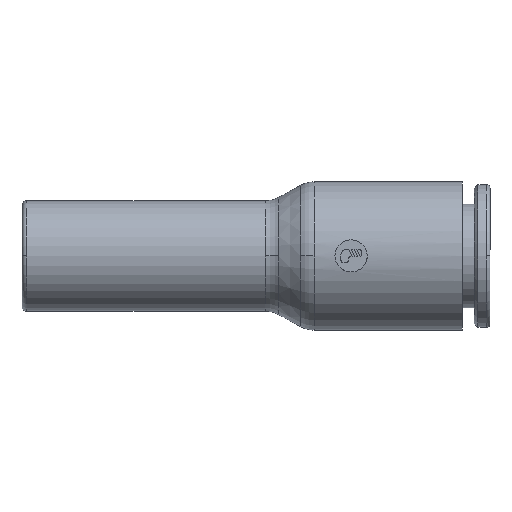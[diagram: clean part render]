
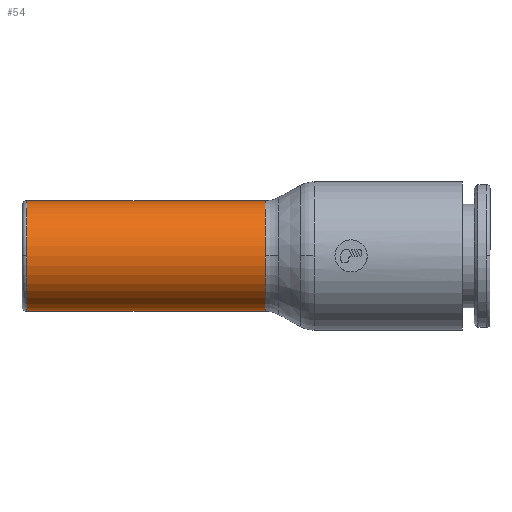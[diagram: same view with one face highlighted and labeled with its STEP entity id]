
A CAD part, top view. The second image highlights one B-rep face of the part: STEP entity #54.
In plain terms, the highlighted cylindrical face has radius 6 mm (diameter 12 mm), a partial arc.
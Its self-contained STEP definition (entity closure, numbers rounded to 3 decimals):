
#54=ADVANCED_FACE('',(#115),#116,.T.);
#115=FACE_OUTER_BOUND('',#225,.T.);
#116=CYLINDRICAL_SURFACE('',#226,6.);
#225=EDGE_LOOP('',(#385,#386,#387,#388,#389,#390));
#226=AXIS2_PLACEMENT_3D('',#391,#392,#393);
#385=ORIENTED_EDGE('',*,*,#767,.F.);
#386=ORIENTED_EDGE('',*,*,#768,.T.);
#387=ORIENTED_EDGE('',*,*,#769,.T.);
#388=ORIENTED_EDGE('',*,*,#770,.F.);
#389=ORIENTED_EDGE('',*,*,#763,.F.);
#390=ORIENTED_EDGE('',*,*,#771,.F.);
#391=CARTESIAN_POINT('',(-37.685,0.,0.0));
#392=DIRECTION('',(1.0,0.0,0.0));
#393=DIRECTION('',(0.0,1.0,0.0));
#763=EDGE_CURVE('',#920,#922,#923,.T.);
#767=EDGE_CURVE('',#929,#930,#931,.T.);
#768=EDGE_CURVE('',#929,#932,#933,.T.);
#769=EDGE_CURVE('',#932,#934,#935,.T.);
#770=EDGE_CURVE('',#922,#934,#936,.T.);
#771=EDGE_CURVE('',#930,#920,#937,.T.);
#920=VERTEX_POINT('',#1212);
#922=VERTEX_POINT('',#1214);
#923=CIRCLE('',#1215,6.0);
#929=VERTEX_POINT('',#1221);
#930=VERTEX_POINT('',#1222);
#931=LINE('',#1223,#1224);
#932=VERTEX_POINT('',#1225);
#933=CIRCLE('',#1226,6.);
#934=VERTEX_POINT('',#1227);
#935=CIRCLE('',#1228,6.);
#936=LINE('',#1229,#1230);
#937=CIRCLE('',#1231,6.0);
#1212=CARTESIAN_POINT('',(-24.37,0.,6.0));
#1214=CARTESIAN_POINT('',(-24.37,-6.0,0.));
#1215=AXIS2_PLACEMENT_3D('',#1492,#1493,#1494);
#1221=CARTESIAN_POINT('',(-50.3,6.,0.));
#1222=CARTESIAN_POINT('',(-24.37,6.0,0.0));
#1223=CARTESIAN_POINT('',(-37.685,6.,0.));
#1224=VECTOR('',#1504,1.0);
#1225=CARTESIAN_POINT('',(-50.3,0.,6.));
#1226=AXIS2_PLACEMENT_3D('',#1505,#1506,#1507);
#1227=CARTESIAN_POINT('',(-50.3,-6.0,0.0));
#1228=AXIS2_PLACEMENT_3D('',#1508,#1509,#1510);
#1229=CARTESIAN_POINT('',(-37.685,-6.,0.));
#1230=VECTOR('',#1511,1.0);
#1231=AXIS2_PLACEMENT_3D('',#1512,#1513,#1514);
#1492=CARTESIAN_POINT('',(-24.37,0.,0.0));
#1493=DIRECTION('',(1.0,0.0,0.0));
#1494=DIRECTION('',(0.0,1.0,0.0));
#1504=DIRECTION('',(1.0,0.0,0.0));
#1505=CARTESIAN_POINT('',(-50.3,0.,0.0));
#1506=DIRECTION('',(1.0,0.0,0.0));
#1507=DIRECTION('',(0.0,1.0,0.0));
#1508=CARTESIAN_POINT('',(-50.3,0.,0.0));
#1509=DIRECTION('',(1.0,0.0,0.0));
#1510=DIRECTION('',(0.0,1.0,0.0));
#1511=DIRECTION('',(-1.0,-0.0,-0.0));
#1512=CARTESIAN_POINT('',(-24.37,0.,0.0));
#1513=DIRECTION('',(1.0,0.0,0.0));
#1514=DIRECTION('',(0.0,1.0,0.0));
